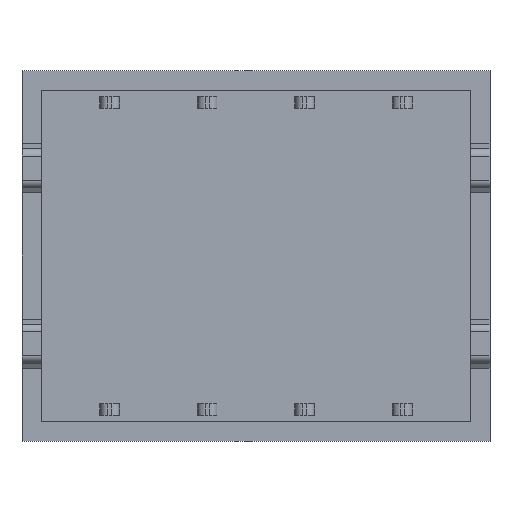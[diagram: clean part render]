
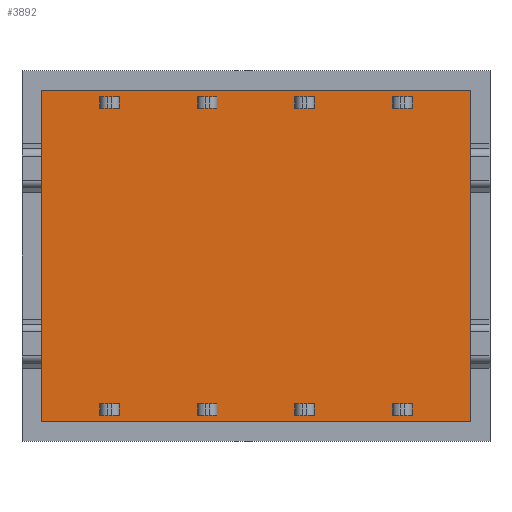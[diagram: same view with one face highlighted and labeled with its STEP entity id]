
A CAD part, front view. The second image highlights one B-rep face of the part: STEP entity #3892.
In plain terms, the highlighted planar face has unit normal (0, -1, 0).
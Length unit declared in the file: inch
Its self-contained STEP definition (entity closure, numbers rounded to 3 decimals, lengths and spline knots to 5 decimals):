
#3853=DIRECTION('',(0.,0.,1.));
#3854=VECTOR('',#3853,0.34);
#3855=CARTESIAN_POINT('',(-0.22,-0.113,-0.17));
#3856=LINE('',#3855,#3854);
#3857=DIRECTION('',(1.,0.,0.));
#3858=VECTOR('',#3857,0.44);
#3859=CARTESIAN_POINT('',(-0.22,-0.113,0.17));
#3860=LINE('',#3859,#3858);
#3861=DIRECTION('',(0.,0.,-1.));
#3862=VECTOR('',#3861,0.34);
#3863=CARTESIAN_POINT('',(0.22,-0.113,0.17));
#3864=LINE('',#3863,#3862);
#3865=DIRECTION('',(-1.,0.,0.));
#3866=VECTOR('',#3865,0.44);
#3867=CARTESIAN_POINT('',(0.22,-0.113,-0.17));
#3868=LINE('',#3867,#3866);
#3869=CARTESIAN_POINT('',(-0.22,-0.113,0.17));
#3870=CARTESIAN_POINT('',(-0.22,-0.113,-0.17));
#3871=VERTEX_POINT('',#3869);
#3872=VERTEX_POINT('',#3870);
#3873=CARTESIAN_POINT('',(0.22,-0.113,0.17));
#3874=CARTESIAN_POINT('',(0.22,-0.113,-0.17));
#3875=VERTEX_POINT('',#3873);
#3876=VERTEX_POINT('',#3874);
#3877=CARTESIAN_POINT('',(-0.22,-0.113,0.17));
#3878=DIRECTION('',(0.,-1.,0.));
#3879=DIRECTION('',(0.,0.,-1.));
#3880=AXIS2_PLACEMENT_3D('',#3877,#3878,#3879);
#3881=PLANE('',#3880);
#3883=ORIENTED_EDGE('',*,*,#3882,.T.);
#3885=ORIENTED_EDGE('',*,*,#3884,.T.);
#3887=ORIENTED_EDGE('',*,*,#3886,.T.);
#3889=ORIENTED_EDGE('',*,*,#3888,.T.);
#3890=EDGE_LOOP('',(#3883,#3885,#3887,#3889));
#3891=FACE_OUTER_BOUND('',#3890,.F.);
#3892=ADVANCED_FACE('',(#3891),#3881,.T.);
#3882=EDGE_CURVE('',#3872,#3871,#3856,.T.);
#3884=EDGE_CURVE('',#3871,#3875,#3860,.T.);
#3886=EDGE_CURVE('',#3875,#3876,#3864,.T.);
#3888=EDGE_CURVE('',#3876,#3872,#3868,.T.);
